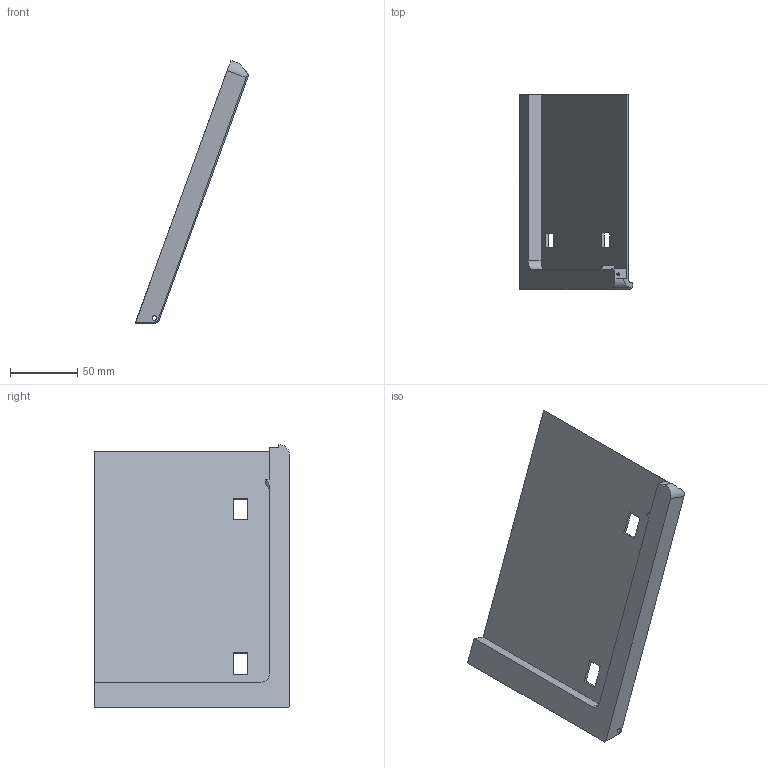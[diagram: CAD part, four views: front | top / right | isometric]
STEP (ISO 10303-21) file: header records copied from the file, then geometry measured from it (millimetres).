
FILE_DESCRIPTION(/* description */ (''),/* implementation_level */ '2;1');
FILE_NAME(/* name */ 'back11.step',/* time_stamp */ '2020-12-18T16:22:07+06:00',/* author */ (''),/* organization */ (''),/* preprocessor_version */ 'ST-DEVELOPER v18.1',/* originating_system */ 'Autodesk Translation Framework v9.7.1.1290',/* authorisation */ '');
FILE_SCHEMA (('AUTOMOTIVE_DESIGN { 1 0 10303 214 3 1 1 }'));
Length unit declared in the file: millimetre
Products named in the file (1): back11
Bounding box: 84.39 x 145 x 195.47 mm (x, y, z)
Volume: 113875.5 mm3; surface area: 69119.9 mm2
Topology: 1 solids, 1 shells, 87 faces, 249 edges, 165 vertices
Faces by surface type: cylinder 50, plane 33, cone 2, bspline 2
Full cylindrical faces by diameter (mm): 1.623 x9, 2.074 x5, 3.4 x1
Entity records: 5272 total; most frequent: CARTESIAN_POINT 3107, ORIENTED_EDGE 498, DIRECTION 356, EDGE_CURVE 249, VERTEX_POINT 165, LINE 132, VECTOR 132, AXIS2_PLACEMENT_3D 112
